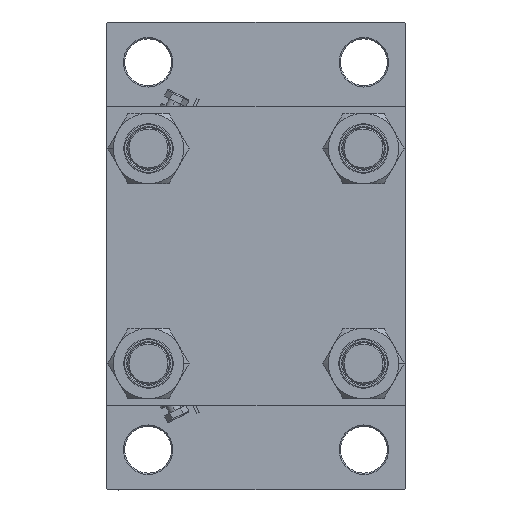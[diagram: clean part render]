
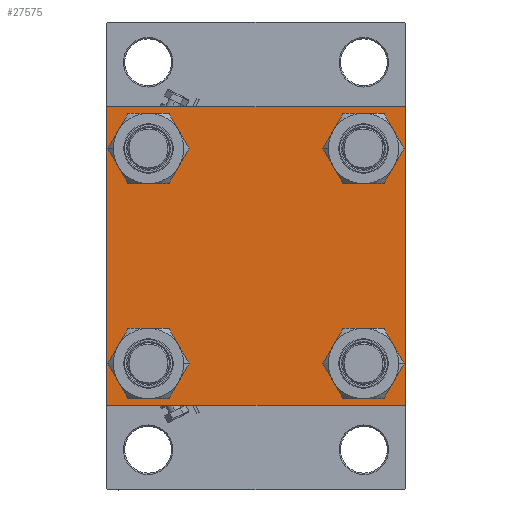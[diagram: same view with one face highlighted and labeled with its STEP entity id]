
A CAD part, left-side view. The second image highlights one B-rep face of the part: STEP entity #27575.
In plain terms, the highlighted planar face has unit normal (-1, 0, 0).
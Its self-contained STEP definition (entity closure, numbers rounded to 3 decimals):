
#35 = EDGE_CURVE ( 'NONE', #47766, #10076, #4640, .T. ) ;
#223 = CARTESIAN_POINT ( 'NONE',  ( 0., 57.25, -57.25 ) ) ;
#239 = CIRCLE ( 'NONE', #36466, 8.5 ) ;
#328 = DIRECTION ( 'NONE',  ( 0., 0., 1. ) ) ;
#526 = DIRECTION ( 'NONE',  ( 0., 0., -1. ) ) ;
#2216 = CARTESIAN_POINT ( 'NONE',  ( 0., -41.35, 32.85 ) ) ;
#2263 = CARTESIAN_POINT ( 'NONE',  ( 0., 57., -57.5 ) ) ;
#2333 = PLANE ( 'NONE',  #3435 ) ;
#2833 = DIRECTION ( 'NONE',  ( 0., 0., 1. ) ) ;
#2911 = DIRECTION ( 'NONE',  ( 0., -1., 0. ) ) ;
#2969 = EDGE_CURVE ( 'NONE', #37140, #35889, #42758, .T. ) ;
#3042 = ORIENTED_EDGE ( 'NONE', *, *, #6671, .T. ) ;
#3250 = EDGE_CURVE ( 'NONE', #44987, #43457, #32427, .T. ) ;
#3435 = AXIS2_PLACEMENT_3D ( 'NONE', #14680, #36624, #2833 ) ;
#3859 = CARTESIAN_POINT ( 'NONE',  ( 0., 41.35, -32.85 ) ) ;
#4228 = AXIS2_PLACEMENT_3D ( 'NONE', #30482, #42061, #33942 ) ;
#4640 = LINE ( 'NONE', #223, #17592 ) ;
#5154 = ORIENTED_EDGE ( 'NONE', *, *, #30422, .T. ) ;
#5547 = CARTESIAN_POINT ( 'NONE',  ( 0., -41.35, 49.85 ) ) ;
#5768 = CARTESIAN_POINT ( 'NONE',  ( 0., 57.5, 57.5 ) ) ;
#5824 = CARTESIAN_POINT ( 'NONE',  ( 0., -57.25, 57.25 ) ) ;
#5925 = CARTESIAN_POINT ( 'NONE',  ( 0., 57.5, 57.5 ) ) ;
#6671 = EDGE_CURVE ( 'NONE', #25670, #30572, #48021, .T. ) ;
#6730 = CARTESIAN_POINT ( 'NONE',  ( 0., -41.35, -41.35 ) ) ;
#6904 = CARTESIAN_POINT ( 'NONE',  ( 0., 41.35, 41.35 ) ) ;
#6914 = ORIENTED_EDGE ( 'NONE', *, *, #3250, .T. ) ;
#7419 = ORIENTED_EDGE ( 'NONE', *, *, #43007, .T. ) ;
#7516 = LINE ( 'NONE', #15634, #18332 ) ;
#8484 = VERTEX_POINT ( 'NONE', #18787 ) ;
#9661 = CIRCLE ( 'NONE', #14378, 8.5 ) ;
#9714 = CIRCLE ( 'NONE', #15229, 8.5 ) ;
#10076 = VERTEX_POINT ( 'NONE', #2263 ) ;
#10318 = CARTESIAN_POINT ( 'NONE',  ( 0., 57.5, -57.5 ) ) ;
#10343 = EDGE_CURVE ( 'NONE', #12314, #43457, #42908, .T. ) ;
#10935 = ORIENTED_EDGE ( 'NONE', *, *, #16498, .T. ) ;
#11293 = CIRCLE ( 'NONE', #16788, 8.5 ) ;
#11631 = LINE ( 'NONE', #34319, #12176 ) ;
#12050 = ORIENTED_EDGE ( 'NONE', *, *, #33041, .T. ) ;
#12176 = VECTOR ( 'NONE', #526, 1000. ) ;
#12314 = VERTEX_POINT ( 'NONE', #32615 ) ;
#12386 = CARTESIAN_POINT ( 'NONE',  ( 0., -57., 57.5 ) ) ;
#13179 = DIRECTION ( 'NONE',  ( 0., 0., -1. ) ) ;
#13645 = EDGE_LOOP ( 'NONE', ( #31651, #45501 ) ) ;
#13944 = FACE_BOUND ( 'NONE', #13645, .T. ) ;
#14066 = DIRECTION ( 'NONE',  ( 1., 0., 0. ) ) ;
#14378 = AXIS2_PLACEMENT_3D ( 'NONE', #27699, #20806, #35581 ) ;
#14680 = CARTESIAN_POINT ( 'NONE',  ( 0., 0., 0. ) ) ;
#15229 = AXIS2_PLACEMENT_3D ( 'NONE', #24422, #27875, #42901 ) ;
#15634 = CARTESIAN_POINT ( 'NONE',  ( 0., 57.25, 57.25 ) ) ;
#16461 = CARTESIAN_POINT ( 'NONE',  ( 0., -57.5, 57. ) ) ;
#16498 = EDGE_CURVE ( 'NONE', #8484, #47766, #24524, .T. ) ;
#16788 = AXIS2_PLACEMENT_3D ( 'NONE', #19087, #42233, #328 ) ;
#17484 = CARTESIAN_POINT ( 'NONE',  ( 0., -57.25, -57.25 ) ) ;
#17579 = CARTESIAN_POINT ( 'NONE',  ( 0., -41.35, -49.85 ) ) ;
#17592 = VECTOR ( 'NONE', #26390, 1000. ) ;
#18138 = FACE_OUTER_BOUND ( 'NONE', #39675, .T. ) ;
#18323 = DIRECTION ( 'NONE',  ( 0., 0., 1. ) ) ;
#18332 = VECTOR ( 'NONE', #41281, 1000. ) ;
#18787 = CARTESIAN_POINT ( 'NONE',  ( 0., 57.5, 57. ) ) ;
#19087 = CARTESIAN_POINT ( 'NONE',  ( 0., -41.35, -41.35 ) ) ;
#20508 = VERTEX_POINT ( 'NONE', #17579 ) ;
#20806 = DIRECTION ( 'NONE',  ( 1., 0., 0. ) ) ;
#20978 = DIRECTION ( 'NONE',  ( 0., -1., 0. ) ) ;
#21169 = DIRECTION ( 'NONE',  ( 1., 0., 0. ) ) ;
#21405 = CARTESIAN_POINT ( 'NONE',  ( 0., -41.35, 41.35 ) ) ;
#21597 = FACE_BOUND ( 'NONE', #37248, .T. ) ;
#21641 = VECTOR ( 'NONE', #40647, 1000. ) ;
#22639 = ORIENTED_EDGE ( 'NONE', *, *, #31186, .T. ) ;
#23132 = VECTOR ( 'NONE', #20978, 1000. ) ;
#23187 = VERTEX_POINT ( 'NONE', #46308 ) ;
#23477 = CARTESIAN_POINT ( 'NONE',  ( 0., 41.35, 49.85 ) ) ;
#23802 = VERTEX_POINT ( 'NONE', #26273 ) ;
#23846 = EDGE_CURVE ( 'NONE', #20508, #23187, #30080, .T. ) ;
#24234 = ORIENTED_EDGE ( 'NONE', *, *, #2969, .T. ) ;
#24422 = CARTESIAN_POINT ( 'NONE',  ( 0., 41.35, -41.35 ) ) ;
#24524 = LINE ( 'NONE', #5768, #43221 ) ;
#24567 = VERTEX_POINT ( 'NONE', #23477 ) ;
#25108 = VERTEX_POINT ( 'NONE', #3859 ) ;
#25670 = VERTEX_POINT ( 'NONE', #26152 ) ;
#26152 = CARTESIAN_POINT ( 'NONE',  ( 0., -57., -57.5 ) ) ;
#26242 = VECTOR ( 'NONE', #35905, 1000. ) ;
#26273 = CARTESIAN_POINT ( 'NONE',  ( 0., 41.35, -49.85 ) ) ;
#26390 = DIRECTION ( 'NONE',  ( 0., -0.707, -0.707 ) ) ;
#26688 = ORIENTED_EDGE ( 'NONE', *, *, #10343, .F. ) ;
#27009 = ORIENTED_EDGE ( 'NONE', *, *, #43308, .T. ) ;
#27109 = ORIENTED_EDGE ( 'NONE', *, *, #42211, .T. ) ;
#27575 = ADVANCED_FACE ( 'NONE', ( #47932, #21597, #13944, #48427, #18138 ), #2333, .T. ) ;
#27699 = CARTESIAN_POINT ( 'NONE',  ( 0., 41.35, -41.35 ) ) ;
#27875 = DIRECTION ( 'NONE',  ( 1., 0., 0. ) ) ;
#28333 = ORIENTED_EDGE ( 'NONE', *, *, #23846, .T. ) ;
#28812 = DIRECTION ( 'NONE',  ( 0., 0., 1. ) ) ;
#29497 = CIRCLE ( 'NONE', #46832, 8.5 ) ;
#29932 = EDGE_CURVE ( 'NONE', #25108, #23802, #9714, .T. ) ;
#30080 = CIRCLE ( 'NONE', #41864, 8.5 ) ;
#30170 = AXIS2_PLACEMENT_3D ( 'NONE', #21405, #21169, #28812 ) ;
#30422 = EDGE_CURVE ( 'NONE', #23187, #20508, #11293, .T. ) ;
#30482 = CARTESIAN_POINT ( 'NONE',  ( 0., -41.35, 41.35 ) ) ;
#30572 = VERTEX_POINT ( 'NONE', #47380 ) ;
#30804 = VERTEX_POINT ( 'NONE', #36002 ) ;
#31186 = EDGE_CURVE ( 'NONE', #35889, #37140, #42010, .T. ) ;
#31651 = ORIENTED_EDGE ( 'NONE', *, *, #29932, .T. ) ;
#32427 = LINE ( 'NONE', #5824, #26242 ) ;
#32615 = CARTESIAN_POINT ( 'NONE',  ( 0., 57., 57.5 ) ) ;
#32866 = EDGE_CURVE ( 'NONE', #44987, #30572, #11631, .T. ) ;
#33041 = EDGE_CURVE ( 'NONE', #24567, #30804, #29497, .T. ) ;
#33169 = ORIENTED_EDGE ( 'NONE', *, *, #35, .T. ) ;
#33942 = DIRECTION ( 'NONE',  ( 0., 0., 1. ) ) ;
#34079 = EDGE_LOOP ( 'NONE', ( #22639, #24234 ) ) ;
#34319 = CARTESIAN_POINT ( 'NONE',  ( 0., -57.5, 57.5 ) ) ;
#35234 = EDGE_LOOP ( 'NONE', ( #12050, #27009 ) ) ;
#35299 = ORIENTED_EDGE ( 'NONE', *, *, #32866, .F. ) ;
#35581 = DIRECTION ( 'NONE',  ( 0., 0., 1. ) ) ;
#35889 = VERTEX_POINT ( 'NONE', #5547 ) ;
#35905 = DIRECTION ( 'NONE',  ( 0., 0.707, 0.707 ) ) ;
#36002 = CARTESIAN_POINT ( 'NONE',  ( 0., 41.35, 32.85 ) ) ;
#36466 = AXIS2_PLACEMENT_3D ( 'NONE', #40528, #40269, #47898 ) ;
#36495 = DIRECTION ( 'NONE',  ( 0., 0., 1. ) ) ;
#36624 = DIRECTION ( 'NONE',  ( -1., 0., 0. ) ) ;
#37140 = VERTEX_POINT ( 'NONE', #2216 ) ;
#37248 = EDGE_LOOP ( 'NONE', ( #5154, #28333 ) ) ;
#39675 = EDGE_LOOP ( 'NONE', ( #10935, #33169, #7419, #3042, #35299, #6914, #26688, #27109 ) ) ;
#40269 = DIRECTION ( 'NONE',  ( 1., 0., 0. ) ) ;
#40528 = CARTESIAN_POINT ( 'NONE',  ( 0., 41.35, 41.35 ) ) ;
#40647 = DIRECTION ( 'NONE',  ( 0., -0.707, 0.707 ) ) ;
#41281 = DIRECTION ( 'NONE',  ( 0., 0.707, -0.707 ) ) ;
#41864 = AXIS2_PLACEMENT_3D ( 'NONE', #6730, #43946, #18323 ) ;
#42010 = CIRCLE ( 'NONE', #4228, 8.5 ) ;
#42061 = DIRECTION ( 'NONE',  ( 1., 0., 0. ) ) ;
#42211 = EDGE_CURVE ( 'NONE', #12314, #8484, #7516, .T. ) ;
#42233 = DIRECTION ( 'NONE',  ( 1., 0., 0. ) ) ;
#42259 = EDGE_CURVE ( 'NONE', #23802, #25108, #9661, .T. ) ;
#42758 = CIRCLE ( 'NONE', #30170, 8.5 ) ;
#42834 = CARTESIAN_POINT ( 'NONE',  ( 0., 57.5, -57. ) ) ;
#42901 = DIRECTION ( 'NONE',  ( 0., 0., 1. ) ) ;
#42908 = LINE ( 'NONE', #5925, #23132 ) ;
#43007 = EDGE_CURVE ( 'NONE', #10076, #25670, #44082, .T. ) ;
#43221 = VECTOR ( 'NONE', #13179, 1000. ) ;
#43308 = EDGE_CURVE ( 'NONE', #30804, #24567, #239, .T. ) ;
#43457 = VERTEX_POINT ( 'NONE', #12386 ) ;
#43946 = DIRECTION ( 'NONE',  ( 1., 0., 0. ) ) ;
#44082 = LINE ( 'NONE', #10318, #45126 ) ;
#44987 = VERTEX_POINT ( 'NONE', #16461 ) ;
#45126 = VECTOR ( 'NONE', #2911, 1000. ) ;
#45501 = ORIENTED_EDGE ( 'NONE', *, *, #42259, .T. ) ;
#46308 = CARTESIAN_POINT ( 'NONE',  ( 0., -41.35, -32.85 ) ) ;
#46832 = AXIS2_PLACEMENT_3D ( 'NONE', #6904, #14066, #36495 ) ;
#47380 = CARTESIAN_POINT ( 'NONE',  ( 0., -57.5, -57. ) ) ;
#47766 = VERTEX_POINT ( 'NONE', #42834 ) ;
#47898 = DIRECTION ( 'NONE',  ( 0., 0., 1. ) ) ;
#47932 = FACE_BOUND ( 'NONE', #34079, .T. ) ;
#48021 = LINE ( 'NONE', #17484, #21641 ) ;
#48427 = FACE_BOUND ( 'NONE', #35234, .T. ) ;
